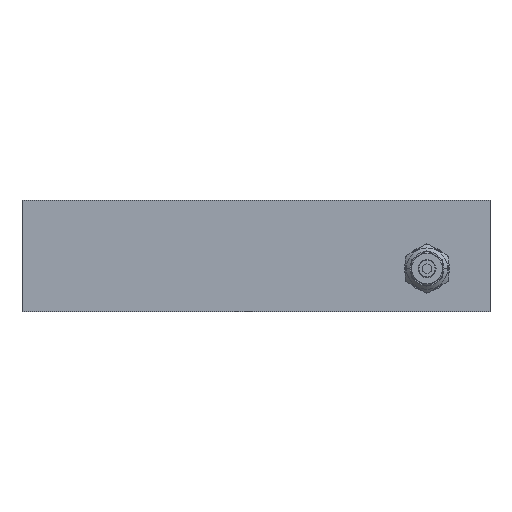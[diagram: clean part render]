
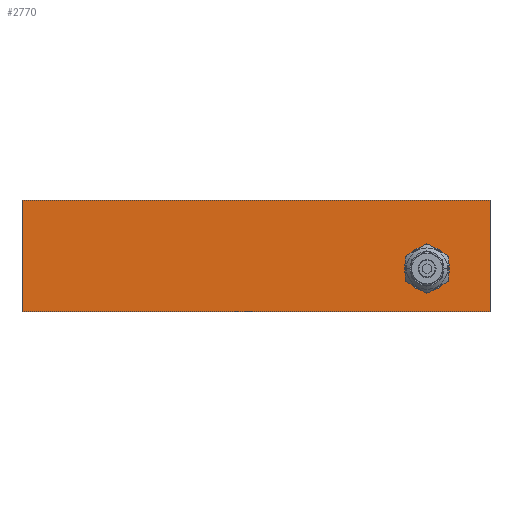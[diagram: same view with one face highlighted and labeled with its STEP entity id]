
A CAD part, left-side view. The second image highlights one B-rep face of the part: STEP entity #2770.
In plain terms, the highlighted planar face has unit normal (-1, 0, 0).
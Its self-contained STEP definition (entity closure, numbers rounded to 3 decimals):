
#2180 = EDGE_CURVE( '', #4546, #5226, #5905, .T. );
#2184 = EDGE_CURVE( '', #2534, #5342, #5910, .T. );
#2466 = EDGE_CURVE( '', #5310, #5392, #6223, .T. );
#2534 = VERTEX_POINT( '', #6295 );
#2770 = ADVANCED_FACE( '', ( #6557, #6558 ), #6559, .F. );
#4260 = EDGE_CURVE( '', #5392, #5310, #8248, .T. );
#4528 = EDGE_CURVE( '', #4546, #5342, #8551, .T. );
#4546 = VERTEX_POINT( '', #8572 );
#4552 = EDGE_CURVE( '', #5226, #2534, #8578, .T. );
#5226 = VERTEX_POINT( '', #9362 );
#5310 = VERTEX_POINT( '', #9452 );
#5342 = VERTEX_POINT( '', #9490 );
#5392 = VERTEX_POINT( '', #9545 );
#5905 = LINE( '', #10200, #10201 );
#5910 = LINE( '', #10207, #10208 );
#6223 = CIRCLE( '', #10639, 12.5 );
#6295 = CARTESIAN_POINT( '', ( 279., 0., 45. ) );
#6557 = FACE_BOUND( '', #11152, .T. );
#6558 = FACE_OUTER_BOUND( '', #11153, .T. );
#6559 = PLANE( '', #11154 );
#8248 = CIRCLE( '', #13670, 12.5 );
#8551 = LINE( '', #14072, #14073 );
#8572 = CARTESIAN_POINT( '', ( 279., 260., 107. ) );
#8578 = LINE( '', #14107, #14108 );
#9362 = CARTESIAN_POINT( '', ( 279., 0., 107. ) );
#9452 = CARTESIAN_POINT( '', ( 279., 22.5, 69. ) );
#9490 = CARTESIAN_POINT( '', ( 279., 260., 45. ) );
#9545 = CARTESIAN_POINT( '', ( 279., 47.5, 69. ) );
#10200 = CARTESIAN_POINT( '', ( 279., 130., 107. ) );
#10201 = VECTOR( '', #16154, 1. );
#10207 = CARTESIAN_POINT( '', ( 279., 130., 45. ) );
#10208 = VECTOR( '', #16162, 1. );
#10639 = AXIS2_PLACEMENT_3D( '', #16526, #16527, #16528 );
#11152 = EDGE_LOOP( '', ( #16908, #16909 ) );
#11153 = EDGE_LOOP( '', ( #16910, #16911, #16912, #16913 ) );
#11154 = AXIS2_PLACEMENT_3D( '', #16914, #16915, #16916 );
#13670 = AXIS2_PLACEMENT_3D( '', #18956, #18957, #18958 );
#14072 = CARTESIAN_POINT( '', ( 279., 260., 76. ) );
#14073 = VECTOR( '', #19343, 1. );
#14107 = CARTESIAN_POINT( '', ( 279., 0., 76. ) );
#14108 = VECTOR( '', #19374, 1. );
#16154 = DIRECTION( '', ( 0., -1., 0. ) );
#16162 = DIRECTION( '', ( 0., 1., 0. ) );
#16526 = CARTESIAN_POINT( '', ( 279., 35., 69. ) );
#16527 = DIRECTION( '', ( 1., 0., 0. ) );
#16528 = DIRECTION( '', ( 0., 1., 0. ) );
#16908 = ORIENTED_EDGE( '', *, *, #4260, .T. );
#16909 = ORIENTED_EDGE( '', *, *, #2466, .T. );
#16910 = ORIENTED_EDGE( '', *, *, #4528, .T. );
#16911 = ORIENTED_EDGE( '', *, *, #2184, .F. );
#16912 = ORIENTED_EDGE( '', *, *, #4552, .F. );
#16913 = ORIENTED_EDGE( '', *, *, #2180, .F. );
#16914 = CARTESIAN_POINT( '', ( 279., 130., 76. ) );
#16915 = DIRECTION( '', ( 1., 0., 0. ) );
#16916 = DIRECTION( '', ( 0., 0., -1. ) );
#18956 = CARTESIAN_POINT( '', ( 279., 35., 69. ) );
#18957 = DIRECTION( '', ( 1., 0., 0. ) );
#18958 = DIRECTION( '', ( 0., 1., 0. ) );
#19343 = DIRECTION( '', ( 0., 0., -1. ) );
#19374 = DIRECTION( '', ( 0., 0., -1. ) );
